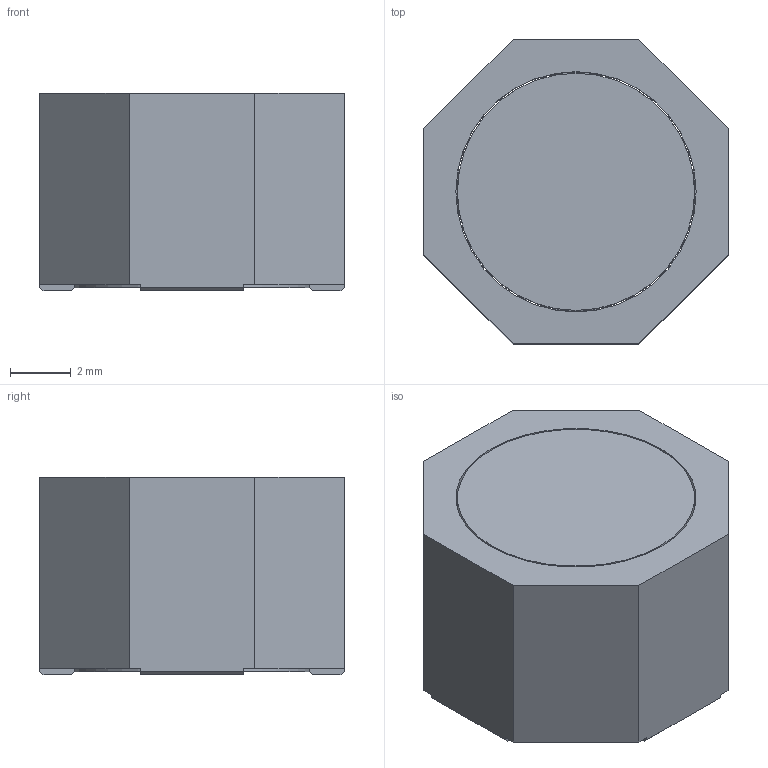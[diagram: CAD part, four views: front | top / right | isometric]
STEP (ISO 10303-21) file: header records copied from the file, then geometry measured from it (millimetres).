
FILE_DESCRIPTION(('FreeCAD Model'),'2;1');
FILE_NAME('SRU1063.step', '2017-08-17T13:43:05',('Author'),(''), 'Open CASCADE STEP processor 6.8','FreeCAD','Unknown');
FILE_SCHEMA(('AUTOMOTIVE_DESIGN_CC2 { 1 2 10303 214 -1 1 5 4 }'));
Length unit declared in the file: millimetre
Products named in the file (2): ASSEMBLY; SRU1063
Assembly tree (1 placements, depth 2):
  ASSEMBLY
    SRU1063
Bounding box: 10 x 10 x 6.5 mm (x, y, z)
Volume: 521.9 mm3; surface area: 690.4 mm2
Topology: 1 solids, 1 shells, 51 faces, 152 edges, 96 vertices
Faces by surface type: plane 47, cylinder 4
Entity records: 4611 total; most frequent: CARTESIAN_POINT 1601, DIRECTION 540, LINE 368, VECTOR 368, ORIENTED_EDGE 304, PCURVE 304, DEFINITIONAL_REPRESENTATION 304, EDGE_CURVE 152
